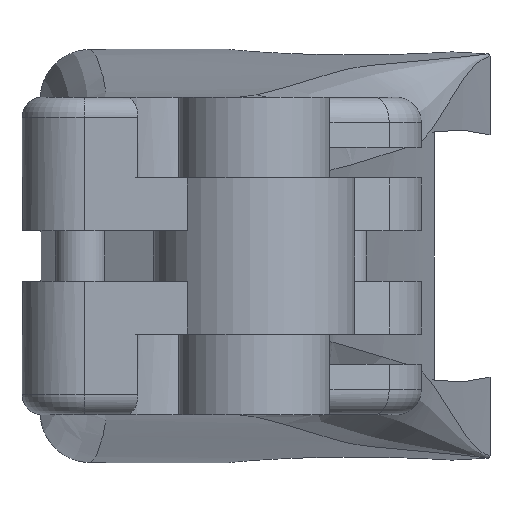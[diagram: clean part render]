
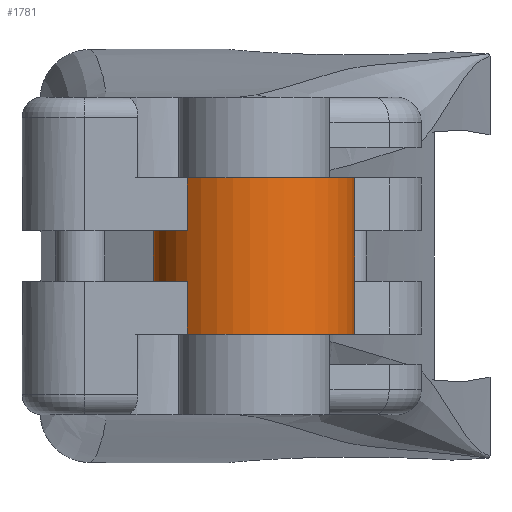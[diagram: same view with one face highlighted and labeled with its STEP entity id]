
A CAD part, left-side view. The second image highlights one B-rep face of the part: STEP entity #1781.
In plain terms, the highlighted cylindrical face has radius 4 mm (diameter 8 mm), a partial arc.
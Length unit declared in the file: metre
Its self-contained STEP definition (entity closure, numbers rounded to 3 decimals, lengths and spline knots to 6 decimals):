
#37=CYLINDRICAL_SURFACE('',#1924,0.004);
#90=CIRCLE('',#1897,0.004);
#91=CIRCLE('',#1901,0.004);
#106=CIRCLE('',#1925,0.004);
#107=CIRCLE('',#1926,0.004);
#108=CIRCLE('',#1927,0.004);
#109=CIRCLE('',#1928,0.004);
#374=ORIENTED_EDGE('',*,*,#895,.T.);
#375=ORIENTED_EDGE('',*,*,#896,.F.);
#376=ORIENTED_EDGE('',*,*,#839,.T.);
#377=ORIENTED_EDGE('',*,*,#897,.T.);
#378=ORIENTED_EDGE('',*,*,#898,.T.);
#379=ORIENTED_EDGE('',*,*,#899,.F.);
#380=ORIENTED_EDGE('',*,*,#900,.T.);
#381=ORIENTED_EDGE('',*,*,#901,.F.);
#382=ORIENTED_EDGE('',*,*,#902,.F.);
#383=ORIENTED_EDGE('',*,*,#903,.T.);
#384=ORIENTED_EDGE('',*,*,#904,.F.);
#385=ORIENTED_EDGE('',*,*,#863,.F.);
#386=ORIENTED_EDGE('',*,*,#851,.F.);
#839=EDGE_CURVE('',#1101,#1100,#90,.T.);
#851=EDGE_CURVE('',#1110,#1111,#91,.T.);
#863=EDGE_CURVE('',#1111,#1120,#1261,.T.);
#895=EDGE_CURVE('',#1110,#1113,#1277,.T.);
#896=EDGE_CURVE('',#1101,#1113,#1278,.T.);
#897=EDGE_CURVE('',#1100,#1146,#1279,.T.);
#898=EDGE_CURVE('',#1146,#1147,#106,.T.);
#899=EDGE_CURVE('',#1148,#1147,#1280,.T.);
#900=EDGE_CURVE('',#1148,#1149,#107,.T.);
#901=EDGE_CURVE('',#1150,#1149,#1281,.T.);
#902=EDGE_CURVE('',#1151,#1150,#108,.T.);
#903=EDGE_CURVE('',#1151,#1152,#1282,.T.);
#904=EDGE_CURVE('',#1120,#1152,#109,.T.);
#1100=VERTEX_POINT('',#2890);
#1101=VERTEX_POINT('',#2892);
#1110=VERTEX_POINT('',#2914);
#1111=VERTEX_POINT('',#2916);
#1113=VERTEX_POINT('',#2926);
#1120=VERTEX_POINT('',#2975);
#1146=VERTEX_POINT('',#3106);
#1147=VERTEX_POINT('',#3108);
#1148=VERTEX_POINT('',#3110);
#1149=VERTEX_POINT('',#3112);
#1150=VERTEX_POINT('',#3114);
#1151=VERTEX_POINT('',#3116);
#1152=VERTEX_POINT('',#3118);
#1261=LINE('',#2974,#1382);
#1277=LINE('',#3103,#1398);
#1278=LINE('',#3104,#1399);
#1279=LINE('',#3105,#1400);
#1280=LINE('',#3109,#1401);
#1281=LINE('',#3113,#1402);
#1282=LINE('',#3117,#1403);
#1382=VECTOR('',#2157,1.);
#1398=VECTOR('',#2201,1.);
#1399=VECTOR('',#2202,1.);
#1400=VECTOR('',#2203,1.);
#1401=VECTOR('',#2206,1.);
#1402=VECTOR('',#2209,1.);
#1403=VECTOR('',#2212,1.);
#1484=EDGE_LOOP('',(#374,#375,#376,#377,#378,#379,#380,#381,#382,#383,#384,
#385,#386));
#1615=FACE_BOUND('',#1484,.T.);
#1781=ADVANCED_FACE('',(#1615),#37,.T.);
#1897=AXIS2_PLACEMENT_3D('',#2891,#2118,#2119);
#1901=AXIS2_PLACEMENT_3D('',#2915,#2136,#2137);
#1924=AXIS2_PLACEMENT_3D('',#3102,#2199,#2200);
#1925=AXIS2_PLACEMENT_3D('',#3107,#2204,#2205);
#1926=AXIS2_PLACEMENT_3D('',#3111,#2207,#2208);
#1927=AXIS2_PLACEMENT_3D('',#3115,#2210,#2211);
#1928=AXIS2_PLACEMENT_3D('',#3119,#2213,#2214);
#2118=DIRECTION('',(0.,0.,-1.));
#2119=DIRECTION('',(1.,0.,0.));
#2136=DIRECTION('',(0.,0.,-1.));
#2137=DIRECTION('',(1.,0.,0.));
#2157=DIRECTION('',(0.,0.,-1.));
#2199=DIRECTION('',(0.,0.,-1.));
#2200=DIRECTION('',(-1.,0.,0.));
#2201=DIRECTION('',(0.,0.,1.));
#2202=DIRECTION('',(0.,0.,-1.));
#2203=DIRECTION('',(0.,0.,1.));
#2204=DIRECTION('',(0.,0.,-1.));
#2205=DIRECTION('',(-1.,0.,0.));
#2206=DIRECTION('',(0.,0.,1.));
#2207=DIRECTION('',(0.,0.,-1.));
#2208=DIRECTION('',(-1.,0.,0.));
#2209=DIRECTION('',(0.,0.,1.));
#2210=DIRECTION('',(0.,0.,-1.));
#2211=DIRECTION('',(-1.,0.,0.));
#2212=DIRECTION('',(0.,0.,-1.));
#2213=DIRECTION('',(0.,0.,-1.));
#2214=DIRECTION('',(-1.,0.,0.));
#2890=CARTESIAN_POINT('',(-0.020343,-0.002287,0.0073));
#2891=CARTESIAN_POINT('',(-0.023625,0.,0.0073));
#2892=CARTESIAN_POINT('',(-0.019625,0.,0.0073));
#2914=CARTESIAN_POINT('',(-0.019625,0.,0.0053));
#2915=CARTESIAN_POINT('',(-0.023625,0.,0.0053));
#2916=CARTESIAN_POINT('',(-0.020343,-0.002287,0.0053));
#2926=CARTESIAN_POINT('',(-0.019625,0.,0.0063));
#2974=CARTESIAN_POINT('',(-0.020343,-0.002287,0.0063));
#2975=CARTESIAN_POINT('',(-0.020343,-0.002287,0.0032));
#3102=CARTESIAN_POINT('',(-0.023625,0.,0.0063));
#3103=CARTESIAN_POINT('',(-0.019625,0.,0.0053));
#3104=CARTESIAN_POINT('',(-0.019625,0.,0.0073));
#3105=CARTESIAN_POINT('',(-0.020343,-0.002287,0.0063));
#3106=CARTESIAN_POINT('',(-0.020343,-0.002287,0.0094));
#3107=CARTESIAN_POINT('',(-0.023625,0.,0.0094));
#3108=CARTESIAN_POINT('',(-0.026625,0.002646,0.0094));
#3109=CARTESIAN_POINT('',(-0.026625,0.002646,0.0063));
#3110=CARTESIAN_POINT('',(-0.026625,0.002646,0.0073));
#3111=CARTESIAN_POINT('',(-0.023625,0.,0.0073));
#3112=CARTESIAN_POINT('',(-0.023625,0.004,0.0073));
#3113=CARTESIAN_POINT('',(-0.023625,0.004,0.0053));
#3114=CARTESIAN_POINT('',(-0.023625,0.004,0.0053));
#3115=CARTESIAN_POINT('',(-0.023625,0.,0.0053));
#3116=CARTESIAN_POINT('',(-0.026625,0.002646,0.0053));
#3117=CARTESIAN_POINT('',(-0.026625,0.002646,0.0063));
#3118=CARTESIAN_POINT('',(-0.026625,0.002646,0.0032));
#3119=CARTESIAN_POINT('',(-0.023625,0.,0.0032));
